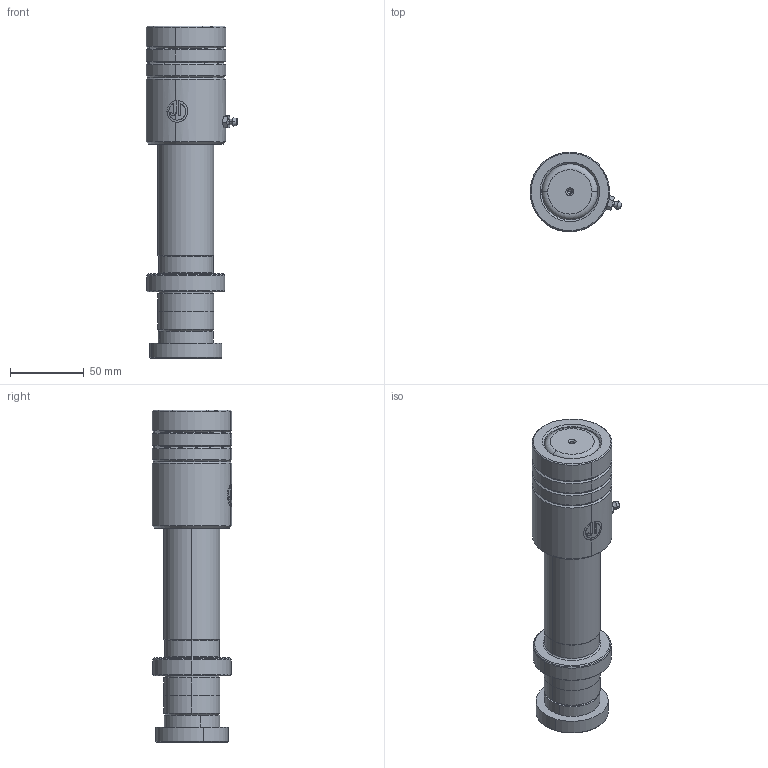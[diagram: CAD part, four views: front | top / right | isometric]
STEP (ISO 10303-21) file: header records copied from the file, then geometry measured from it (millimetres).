
FILE_DESCRIPTION (( 'STEP AP214' ), '1' );
FILE_NAME ('HRD-D38-L180(BL-80).STEP', '2021-09-28T09:01:22', ( '' ), ( '' ), 'SwSTEP 2.0', 'SolidWorks 2016', '' );
FILE_SCHEMA (( 'AUTOMOTIVE_DESIGN' ));
Length unit declared in the file: millimetre
Products named in the file (12): LXB-D54-d38-L80郪蚾; TRP-D38-L180; 蛁蚐郲; TRP蹟簽D38; LXB-D54-d38-L80; HRD-D38-L180(BL-80)
Assembly tree (7 placements, depth 3):
  蛁蚐郲
  TRP蹟簽D38
  HRD-D38-L180(BL-80)
    TRP-D38-L180
    TRP蹟簽D38
    LXB-D54-d38-L80郪蚾
      LXB-D54-d38-L80
      蛁蚐郲
  TRP-D38-L180
  HRD-D38-L180(BL-80)
    LXB-D54-d38-L80郪蚾
      LXB-D54-d38-L80
Bounding box: 62.16 x 53.91 x 225 mm (x, y, z)
Volume: 354730.2 mm3; surface area: 63722.4 mm2
Topology: 4 solids, 4 shells, 163 faces, 364 edges, 218 vertices
Faces by surface type: cylinder 49, cone 42, plane 30, torus 28, bspline 14
Entity records: 8875 total; most frequent: CARTESIAN_POINT 4948, DIRECTION 800, ORIENTED_EDGE 716, EDGE_CURVE 358, AXIS2_PLACEMENT_3D 341, VERTEX_POINT 214, EDGE_LOOP 182, CIRCLE 177
